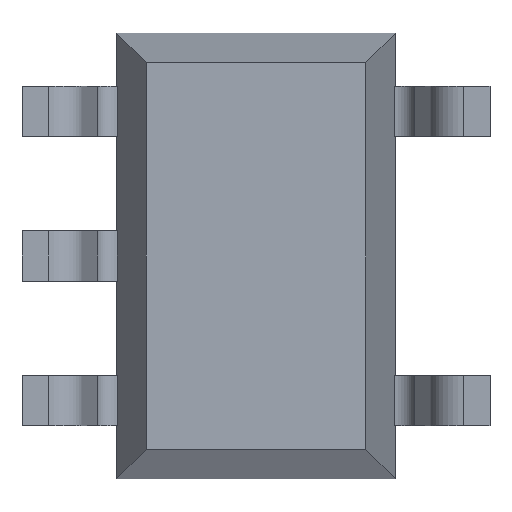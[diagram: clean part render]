
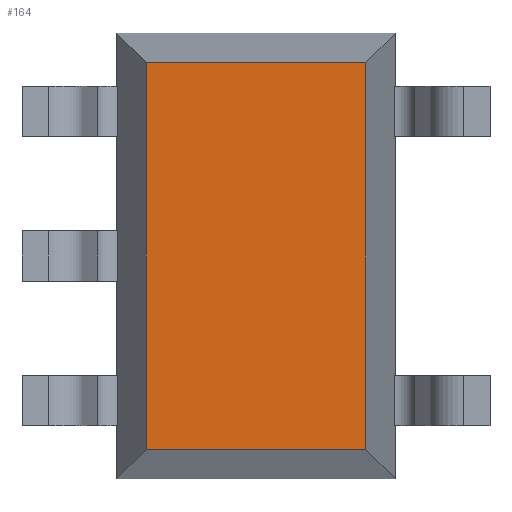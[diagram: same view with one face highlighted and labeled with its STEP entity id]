
A CAD part, front view. The second image highlights one B-rep face of the part: STEP entity #164.
In plain terms, the highlighted planar face has unit normal (0, -1, 0).
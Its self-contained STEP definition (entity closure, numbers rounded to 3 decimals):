
#45 = ORIENTED_EDGE ( 'NONE', *, *, #1010, .F. ) ;
#123 = VERTEX_POINT ( 'NONE', #2308 ) ;
#164 = ADVANCED_FACE ( 'NONE', ( #1475 ), #2482, .F. ) ;
#217 = DIRECTION ( 'NONE',  ( 0., 1., 0. ) ) ;
#235 = VECTOR ( 'NONE', #917, 1000. ) ;
#494 = VERTEX_POINT ( 'NONE', #2037 ) ;
#521 = CARTESIAN_POINT ( 'NONE',  ( -0.492, 0.1, 0. ) ) ;
#587 = VECTOR ( 'NONE', #590, 1000. ) ;
#590 = DIRECTION ( 'NONE',  ( 1., 0., 0. ) ) ;
#591 = LINE ( 'NONE', #1592, #1854 ) ;
#691 = VERTEX_POINT ( 'NONE', #1444 ) ;
#716 = VECTOR ( 'NONE', #1013, 1000. ) ;
#917 = DIRECTION ( 'NONE',  ( 0., 0., 1. ) ) ;
#1010 = EDGE_CURVE ( 'NONE', #691, #494, #591, .T. ) ;
#1013 = DIRECTION ( 'NONE',  ( 0., 0., -1. ) ) ;
#1174 = CARTESIAN_POINT ( 'NONE',  ( 0., 0.1, 0.867 ) ) ;
#1234 = EDGE_CURVE ( 'NONE', #494, #1544, #1984, .T. ) ;
#1444 = CARTESIAN_POINT ( 'NONE',  ( 0.492, 0.1, -0.867 ) ) ;
#1470 = ORIENTED_EDGE ( 'NONE', *, *, #2439, .F. ) ;
#1475 = FACE_OUTER_BOUND ( 'NONE', #1787, .T. ) ;
#1544 = VERTEX_POINT ( 'NONE', #1922 ) ;
#1581 = AXIS2_PLACEMENT_3D ( 'NONE', #2292, #217, #1673 ) ;
#1592 = CARTESIAN_POINT ( 'NONE',  ( 0., 0.1, -0.867 ) ) ;
#1673 = DIRECTION ( 'NONE',  ( 0., 0., 1. ) ) ;
#1787 = EDGE_LOOP ( 'NONE', ( #2017, #1470, #2370, #45 ) ) ;
#1854 = VECTOR ( 'NONE', #2229, 1000. ) ;
#1922 = CARTESIAN_POINT ( 'NONE',  ( -0.492, 0.1, 0.867 ) ) ;
#1984 = LINE ( 'NONE', #521, #235 ) ;
#2014 = CARTESIAN_POINT ( 'NONE',  ( 0.492, 0.1, 0. ) ) ;
#2017 = ORIENTED_EDGE ( 'NONE', *, *, #2467, .F. ) ;
#2037 = CARTESIAN_POINT ( 'NONE',  ( -0.492, 0.1, -0.867 ) ) ;
#2229 = DIRECTION ( 'NONE',  ( -1., 0., 0. ) ) ;
#2292 = CARTESIAN_POINT ( 'NONE',  ( 0., 0.1, 0. ) ) ;
#2308 = CARTESIAN_POINT ( 'NONE',  ( 0.492, 0.1, 0.867 ) ) ;
#2370 = ORIENTED_EDGE ( 'NONE', *, *, #1234, .F. ) ;
#2439 = EDGE_CURVE ( 'NONE', #1544, #123, #2641, .T. ) ;
#2467 = EDGE_CURVE ( 'NONE', #123, #691, #2626, .T. ) ;
#2482 = PLANE ( 'NONE',  #1581 ) ;
#2626 = LINE ( 'NONE', #2014, #716 ) ;
#2641 = LINE ( 'NONE', #1174, #587 ) ;
